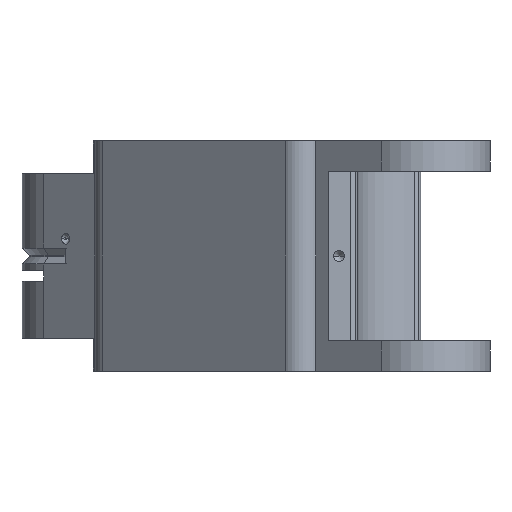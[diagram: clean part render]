
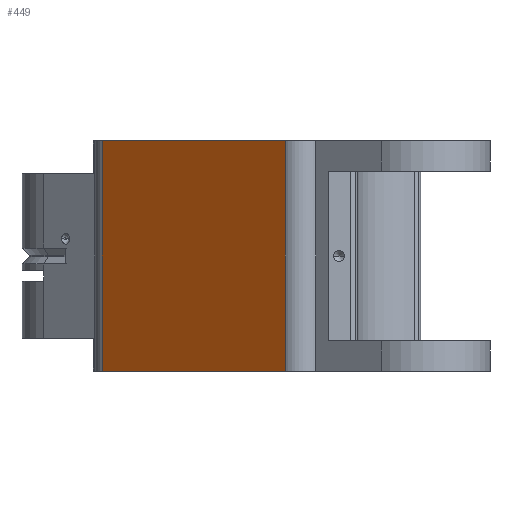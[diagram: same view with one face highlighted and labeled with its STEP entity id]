
A CAD part, left-side view. The second image highlights one B-rep face of the part: STEP entity #449.
In plain terms, the highlighted face is planar.
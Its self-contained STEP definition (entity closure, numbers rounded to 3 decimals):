
#9 = EDGE_CURVE ( 'NONE', #1008, #21, #10, .T. ) ;
#10 = LINE ( 'NONE', #1629, #2543 ) ;
#21 = VERTEX_POINT ( 'NONE', #4470 ) ;
#64 = ORIENTED_EDGE ( 'NONE', *, *, #3933, .F. ) ;
#213 = EDGE_LOOP ( 'NONE', ( #2172, #263, #5919, #64 ) ) ;
#263 = ORIENTED_EDGE ( 'NONE', *, *, #3277, .T. ) ;
#313 = CARTESIAN_POINT ( 'NONE',  ( -55.824, 11.95, -47.39 ) ) ;
#449 = ADVANCED_FACE ( 'NONE', ( #1259 ), #5385, .T. ) ;
#578 = DIRECTION ( 'NONE',  ( 1., 0., 0. ) ) ;
#931 = VECTOR ( 'NONE', #2712, 1000. ) ;
#1008 = VERTEX_POINT ( 'NONE', #1394 ) ;
#1259 = FACE_OUTER_BOUND ( 'NONE', #213, .T. ) ;
#1394 = CARTESIAN_POINT ( 'NONE',  ( -15.875, 11.95, -13.45 ) ) ;
#1629 = CARTESIAN_POINT ( 'NONE',  ( -15.875, 11.95, -13.45 ) ) ;
#2104 = EDGE_CURVE ( 'NONE', #4305, #2570, #2203, .T. ) ;
#2172 = ORIENTED_EDGE ( 'NONE', *, *, #9, .F. ) ;
#2203 = LINE ( 'NONE', #5090, #931 ) ;
#2534 = DIRECTION ( 'NONE',  ( 0., 1., 0. ) ) ;
#2543 = VECTOR ( 'NONE', #4980, 1000. ) ;
#2570 = VERTEX_POINT ( 'NONE', #3606 ) ;
#2712 = DIRECTION ( 'NONE',  ( 0., 0., 1. ) ) ;
#2908 = AXIS2_PLACEMENT_3D ( 'NONE', #4919, #2534, #5870 ) ;
#3216 = VECTOR ( 'NONE', #5092, 1000. ) ;
#3277 = EDGE_CURVE ( 'NONE', #1008, #2570, #3918, .T. ) ;
#3429 = CARTESIAN_POINT ( 'NONE',  ( -55.824, 11.95, -13.45 ) ) ;
#3606 = CARTESIAN_POINT ( 'NONE',  ( 15.875, 11.95, -13.45 ) ) ;
#3818 = LINE ( 'NONE', #313, #3216 ) ;
#3918 = LINE ( 'NONE', #3429, #5188 ) ;
#3933 = EDGE_CURVE ( 'NONE', #21, #4305, #3818, .T. ) ;
#4305 = VERTEX_POINT ( 'NONE', #5712 ) ;
#4470 = CARTESIAN_POINT ( 'NONE',  ( -15.875, 11.95, -47.39 ) ) ;
#4919 = CARTESIAN_POINT ( 'NONE',  ( -55.824, 11.95, -13.45 ) ) ;
#4980 = DIRECTION ( 'NONE',  ( 0., 0., -1. ) ) ;
#5090 = CARTESIAN_POINT ( 'NONE',  ( 15.875, 11.95, -13.45 ) ) ;
#5092 = DIRECTION ( 'NONE',  ( 1., 0., 0. ) ) ;
#5188 = VECTOR ( 'NONE', #578, 1000. ) ;
#5385 = PLANE ( 'NONE',  #2908 ) ;
#5712 = CARTESIAN_POINT ( 'NONE',  ( 15.875, 11.95, -47.39 ) ) ;
#5870 = DIRECTION ( 'NONE',  ( 0., 0., 1. ) ) ;
#5919 = ORIENTED_EDGE ( 'NONE', *, *, #2104, .F. ) ;
